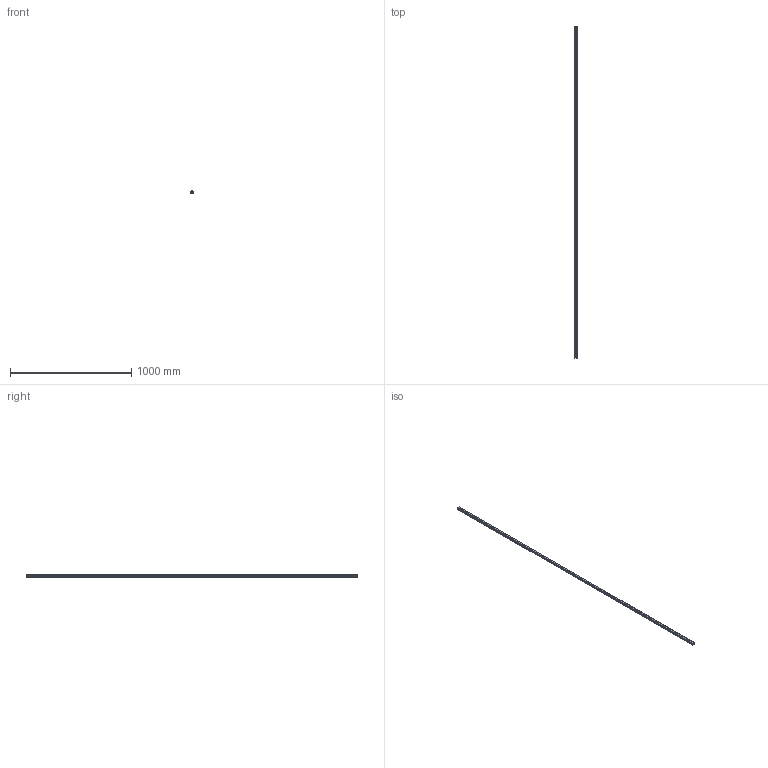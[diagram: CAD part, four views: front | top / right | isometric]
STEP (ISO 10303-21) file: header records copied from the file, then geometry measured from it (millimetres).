
FILE_DESCRIPTION(('STEP AP214'),'1');
FILE_NAME('cctmp_6609ECCF-E0FB-4C5D-9116-6105D054F17F_2021_01_21_15_50_47_0166..stp','2021-01-21T14:50:47',('HIWIN GmbH'),('CADClick - www.CADClick.com'),'Spatial InterOp 3D',' ','unknown authorization');
FILE_SCHEMA(('AUTOMOTIVE_DESIGN'));
Length unit declared in the file: millimetre
Products named in the file (1): HGR20T2740C_FILE
Bounding box: 20 x 2740 x 17.5 mm (x, y, z)
Volume: 809189.1 mm3; surface area: 218485.4 mm2
Topology: 1 solids, 1 shells, 291 faces, 763 edges, 432 vertices
Faces by surface type: cylinder 114, cone 92, plane 85
Entity records: 10577 total; most frequent: DIRECTION 1483, CARTESIAN_POINT 1395, ORIENTED_EDGE 1342, EDGE_CURVE 671, AXIS2_PLACEMENT_3D 520, LINE 443, VECTOR 443, VERTEX_POINT 432
